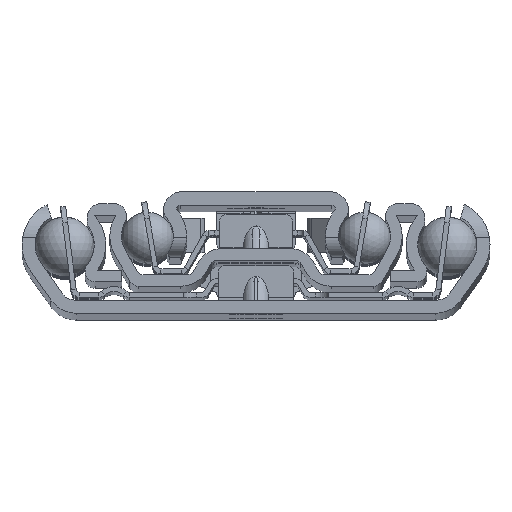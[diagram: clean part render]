
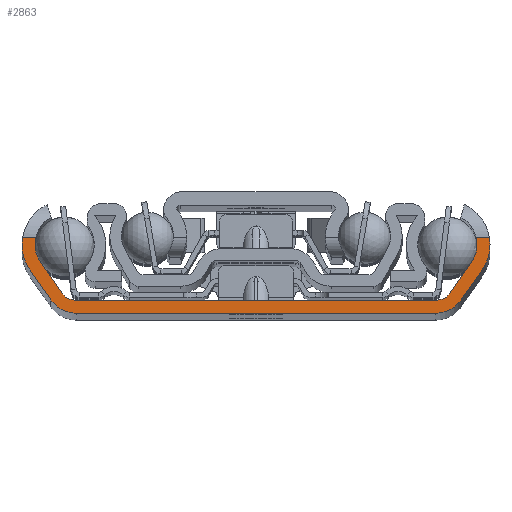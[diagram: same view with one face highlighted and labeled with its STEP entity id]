
A CAD part, top view. The second image highlights one B-rep face of the part: STEP entity #2863.
In plain terms, the highlighted planar face has unit normal (0, 0, 1).
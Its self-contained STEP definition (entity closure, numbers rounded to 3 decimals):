
#36=DIRECTION('',(-1.,0.,0.));
#37=VECTOR('',#36,2.014);
#38=CARTESIAN_POINT('',(-33.346,11.5,0.));
#39=LINE('',#38,#37);
#40=CARTESIAN_POINT('',(-28.725,10.4,0.));
#41=DIRECTION('',(0.,0.,-1.));
#42=DIRECTION('',(-0.819,-0.574,0.));
#43=AXIS2_PLACEMENT_3D('',#40,#41,#42);
#45=DIRECTION('',(-0.574,0.819,0.));
#46=VECTOR('',#45,5.757);
#47=CARTESIAN_POINT('',(-29.314,2.959,0.));
#48=LINE('',#47,#46);
#49=CARTESIAN_POINT('',(-27.471,4.25,0.));
#50=DIRECTION('',(0.,0.,-1.));
#51=DIRECTION('',(0.,-1.,0.));
#52=AXIS2_PLACEMENT_3D('',#49,#50,#51);
#54=DIRECTION('',(-1.,0.,0.));
#55=VECTOR('',#54,54.941);
#56=CARTESIAN_POINT('',(27.471,2.,0.));
#57=LINE('',#56,#55);
#58=CARTESIAN_POINT('',(27.471,4.25,0.));
#59=DIRECTION('',(0.,0.,-1.));
#60=DIRECTION('',(0.819,-0.574,0.));
#61=AXIS2_PLACEMENT_3D('',#58,#59,#60);
#63=DIRECTION('',(-0.574,-0.819,0.));
#64=VECTOR('',#63,5.757);
#65=CARTESIAN_POINT('',(32.616,7.676,0.));
#66=LINE('',#65,#64);
#67=CARTESIAN_POINT('',(28.725,10.4,0.));
#68=DIRECTION('',(0.,0.,-1.));
#69=DIRECTION('',(0.973,0.232,0.));
#70=AXIS2_PLACEMENT_3D('',#67,#68,#69);
#72=DIRECTION('',(-1.,0.,0.));
#73=VECTOR('',#72,2.014);
#74=CARTESIAN_POINT('',(35.359,11.5,0.));
#75=LINE('',#74,#73);
#76=CARTESIAN_POINT('',(28.725,10.4,0.));
#77=DIRECTION('',(0.,0.,1.));
#78=DIRECTION('',(0.819,-0.574,0.));
#79=AXIS2_PLACEMENT_3D('',#76,#77,#78);
#81=DIRECTION('',(0.574,0.819,0.));
#82=VECTOR('',#81,5.514);
#83=CARTESIAN_POINT('',(31.071,2.026,0.));
#84=LINE('',#83,#82);
#85=CARTESIAN_POINT('',(27.18,4.75,0.));
#86=DIRECTION('',(0.,0.,1.));
#87=DIRECTION('',(0.,-1.,0.));
#88=AXIS2_PLACEMENT_3D('',#85,#86,#87);
#90=DIRECTION('',(1.,0.,0.));
#91=VECTOR('',#90,54.36);
#92=CARTESIAN_POINT('',(-27.18,0.,0.));
#93=LINE('',#92,#91);
#94=CARTESIAN_POINT('',(-27.18,4.75,0.));
#95=DIRECTION('',(0.,0.,1.));
#96=DIRECTION('',(-0.819,-0.574,0.));
#97=AXIS2_PLACEMENT_3D('',#94,#95,#96);
#99=DIRECTION('',(0.574,-0.819,0.));
#100=VECTOR('',#99,5.514);
#101=CARTESIAN_POINT('',(-34.234,6.543,0.));
#102=LINE('',#101,#100);
#103=CARTESIAN_POINT('',(-28.725,10.4,0.));
#104=DIRECTION('',(0.,0.,1.));
#105=DIRECTION('',(-0.987,0.164,0.));
#106=AXIS2_PLACEMENT_3D('',#103,#104,#105);
#2382=CARTESIAN_POINT('',(-27.471,2.,0.));
#2383=CARTESIAN_POINT('',(-29.314,2.959,0.));
#2384=VERTEX_POINT('',#2382);
#2385=VERTEX_POINT('',#2383);
#2386=CARTESIAN_POINT('',(-32.616,7.676,0.));
#2387=VERTEX_POINT('',#2386);
#2388=CARTESIAN_POINT('',(-34.234,6.543,0.));
#2389=CARTESIAN_POINT('',(-31.071,2.026,0.));
#2390=VERTEX_POINT('',#2388);
#2391=VERTEX_POINT('',#2389);
#2392=CARTESIAN_POINT('',(-27.18,0.,0.));
#2393=VERTEX_POINT('',#2392);
#2394=CARTESIAN_POINT('',(27.18,0.,0.));
#2395=VERTEX_POINT('',#2394);
#2396=CARTESIAN_POINT('',(31.071,2.026,0.));
#2397=VERTEX_POINT('',#2396);
#2398=CARTESIAN_POINT('',(34.234,6.543,0.));
#2399=VERTEX_POINT('',#2398);
#2400=CARTESIAN_POINT('',(32.616,7.676,0.));
#2401=CARTESIAN_POINT('',(29.314,2.959,0.));
#2402=VERTEX_POINT('',#2400);
#2403=VERTEX_POINT('',#2401);
#2404=CARTESIAN_POINT('',(27.471,2.,0.));
#2405=VERTEX_POINT('',#2404);
#2438=CARTESIAN_POINT('',(-33.346,11.5,0.));
#2439=CARTESIAN_POINT('',(-35.359,11.5,0.));
#2440=VERTEX_POINT('',#2438);
#2441=VERTEX_POINT('',#2439);
#2442=CARTESIAN_POINT('',(35.359,11.5,0.));
#2443=CARTESIAN_POINT('',(33.346,11.5,0.));
#2444=VERTEX_POINT('',#2442);
#2445=VERTEX_POINT('',#2443);
#2824=CARTESIAN_POINT('',(0.,0.,0.));
#2825=DIRECTION('',(0.,0.,1.));
#2826=DIRECTION('',(1.,0.,0.));
#2827=AXIS2_PLACEMENT_3D('',#2824,#2825,#2826);
#2828=PLANE('',#2827);
#2830=ORIENTED_EDGE('',*,*,#2829,.F.);
#2832=ORIENTED_EDGE('',*,*,#2831,.F.);
#2834=ORIENTED_EDGE('',*,*,#2833,.F.);
#2836=ORIENTED_EDGE('',*,*,#2835,.F.);
#2838=ORIENTED_EDGE('',*,*,#2837,.F.);
#2840=ORIENTED_EDGE('',*,*,#2839,.F.);
#2842=ORIENTED_EDGE('',*,*,#2841,.F.);
#2844=ORIENTED_EDGE('',*,*,#2843,.F.);
#2846=ORIENTED_EDGE('',*,*,#2845,.F.);
#2848=ORIENTED_EDGE('',*,*,#2847,.F.);
#2850=ORIENTED_EDGE('',*,*,#2849,.F.);
#2852=ORIENTED_EDGE('',*,*,#2851,.F.);
#2854=ORIENTED_EDGE('',*,*,#2853,.F.);
#2856=ORIENTED_EDGE('',*,*,#2855,.F.);
#2858=ORIENTED_EDGE('',*,*,#2857,.F.);
#2860=ORIENTED_EDGE('',*,*,#2859,.F.);
#2861=EDGE_LOOP('',(#2830,#2832,#2834,#2836,#2838,#2840,#2842,#2844,#2846,#2848,
#2850,#2852,#2854,#2856,#2858,#2860));
#2862=FACE_OUTER_BOUND('',#2861,.F.);
#2863=ADVANCED_FACE('',(#2862),#2828,.T.);
#44=CIRCLE('',#43,4.75);
#53=CIRCLE('',#52,2.25);
#62=CIRCLE('',#61,2.25);
#71=CIRCLE('',#70,4.75);
#80=CIRCLE('',#79,6.725);
#89=CIRCLE('',#88,4.75);
#98=CIRCLE('',#97,4.75);
#107=CIRCLE('',#106,6.725);
#2829=EDGE_CURVE('',#2440,#2441,#39,.T.);
#2831=EDGE_CURVE('',#2387,#2440,#44,.T.);
#2833=EDGE_CURVE('',#2385,#2387,#48,.T.);
#2835=EDGE_CURVE('',#2384,#2385,#53,.T.);
#2837=EDGE_CURVE('',#2405,#2384,#57,.T.);
#2839=EDGE_CURVE('',#2403,#2405,#62,.T.);
#2841=EDGE_CURVE('',#2402,#2403,#66,.T.);
#2843=EDGE_CURVE('',#2445,#2402,#71,.T.);
#2845=EDGE_CURVE('',#2444,#2445,#75,.T.);
#2847=EDGE_CURVE('',#2399,#2444,#80,.T.);
#2849=EDGE_CURVE('',#2397,#2399,#84,.T.);
#2851=EDGE_CURVE('',#2395,#2397,#89,.T.);
#2853=EDGE_CURVE('',#2393,#2395,#93,.T.);
#2855=EDGE_CURVE('',#2391,#2393,#98,.T.);
#2857=EDGE_CURVE('',#2390,#2391,#102,.T.);
#2859=EDGE_CURVE('',#2441,#2390,#107,.T.);
